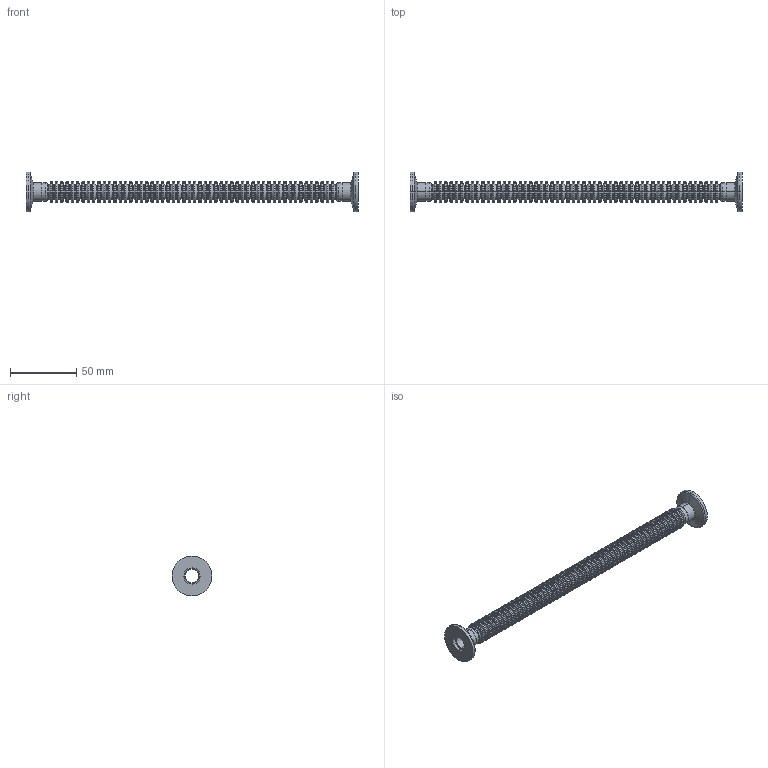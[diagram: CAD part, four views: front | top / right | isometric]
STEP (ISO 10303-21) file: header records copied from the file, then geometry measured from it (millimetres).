
FILE_DESCRIPTION (( 'STEP AP214' ), '1' );
FILE_NAME ('120SWN010-0250.stp', '2017-05-04T06:26:00', ( '' ), ( '' ), 'SwSTEP 2.0', 'SolidWorks 2015', '' );
FILE_SCHEMA (( 'AUTOMOTIVE_DESIGN' ));
Length unit declared in the file: millimetre
Products named in the file (1): 120SWN010-0250
Bounding box: 250 x 30 x 30 mm (x, y, z)
Volume: 9023.3 mm3; surface area: 41434.3 mm2
Topology: 58 solids, 58 shells, 1916 faces, 3832 edges, 2252 vertices
Faces by surface type: torus 892, cylinder 684, plane 336, cone 4
Entity records: 72331 total; most frequent: DIRECTION 10810, CARTESIAN_POINT 8001, ORIENTED_EDGE 7664, AXIS2_PLACEMENT_3D 5061, EDGE_CURVE 3832, CIRCLE 3144, EDGE_LOOP 2252, VERTEX_POINT 2252
